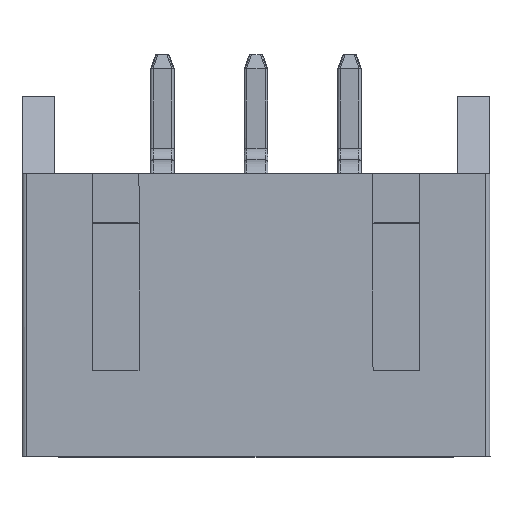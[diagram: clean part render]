
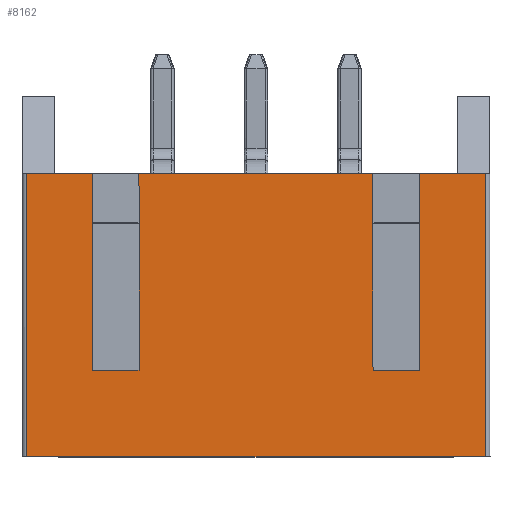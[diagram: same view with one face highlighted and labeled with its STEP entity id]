
A CAD part, top view. The second image highlights one B-rep face of the part: STEP entity #8162.
In plain terms, the highlighted planar face has unit normal (0, 0, 1).
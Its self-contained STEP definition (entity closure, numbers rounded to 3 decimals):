
#181 = CARTESIAN_POINT ( 'NONE',  ( 4.9, -1.65, 5.55 ) ) ;
#434 = VERTEX_POINT ( 'NONE', #9150 ) ;
#943 = EDGE_CURVE ( 'NONE', #17687, #7287, #7773, .T. ) ;
#1013 = CARTESIAN_POINT ( 'NONE',  ( 4.9, -1.65, 5.55 ) ) ;
#1382 = VERTEX_POINT ( 'NONE', #3815 ) ;
#1548 = PLANE ( 'NONE',  #13590 ) ;
#1563 = VERTEX_POINT ( 'NONE', #9593 ) ;
#1655 = CARTESIAN_POINT ( 'NONE',  ( 4.9, 4.4, 5.55 ) ) ;
#1757 = CARTESIAN_POINT ( 'NONE',  ( -3.5, 4.4, 5.55 ) ) ;
#2011 = ORIENTED_EDGE ( 'NONE', *, *, #12380, .T. ) ;
#2104 = CARTESIAN_POINT ( 'NONE',  ( -4.9, -1.65, 5.55 ) ) ;
#2343 = VERTEX_POINT ( 'NONE', #3182 ) ;
#2362 = CARTESIAN_POINT ( 'NONE',  ( 2.5, 4.4, 5.55 ) ) ;
#2586 = CARTESIAN_POINT ( 'NONE',  ( -4.9, -1.65, 5.55 ) ) ;
#2644 = DIRECTION ( 'NONE',  ( 0., 0., 1. ) ) ;
#2721 = ORIENTED_EDGE ( 'NONE', *, *, #4877, .T. ) ;
#2820 = EDGE_CURVE ( 'NONE', #1382, #434, #14590, .T. ) ;
#2836 = CARTESIAN_POINT ( 'NONE',  ( -3.5, 4.4, 5.55 ) ) ;
#3182 = CARTESIAN_POINT ( 'NONE',  ( 4.9, 4.4, 5.55 ) ) ;
#3485 = CARTESIAN_POINT ( 'NONE',  ( 2.5, 0.2, 5.55 ) ) ;
#3736 = B_SPLINE_CURVE_WITH_KNOTS ( 'NONE', 1,
 ( #2836, #8877 ),
 .UNSPECIFIED., .F., .F.,
 ( 2, 2 ),
 ( 0., 1.4 ),
 .UNSPECIFIED. ) ;
#3815 = CARTESIAN_POINT ( 'NONE',  ( 3.5, 0.2, 5.55 ) ) ;
#4781 = EDGE_CURVE ( 'NONE', #11647, #6943, #5552, .T. ) ;
#4877 = EDGE_CURVE ( 'NONE', #1563, #8255, #6008, .T. ) ;
#5152 = CARTESIAN_POINT ( 'NONE',  ( -2.5, 0.2, 5.55 ) ) ;
#5552 = B_SPLINE_CURVE_WITH_KNOTS ( 'NONE', 1,
 ( #2104, #1013 ),
 .UNSPECIFIED., .F., .F.,
 ( 2, 2 ),
 ( -9.8, 0. ),
 .UNSPECIFIED. ) ;
#5577 = VERTEX_POINT ( 'NONE', #7652 ) ;
#6008 = B_SPLINE_CURVE_WITH_KNOTS ( 'NONE', 1,
 ( #2362, #7536 ),
 .UNSPECIFIED., .F., .F.,
 ( 2, 2 ),
 ( 0., 5. ),
 .UNSPECIFIED. ) ;
#6157 = ORIENTED_EDGE ( 'NONE', *, *, #14613, .T. ) ;
#6266 = VERTEX_POINT ( 'NONE', #10039 ) ;
#6807 = EDGE_CURVE ( 'NONE', #434, #1563, #15018, .T. ) ;
#6943 = VERTEX_POINT ( 'NONE', #12554 ) ;
#7210 = B_SPLINE_CURVE_WITH_KNOTS ( 'NONE', 1,
 ( #9233, #14779 ),
 .UNSPECIFIED., .F., .F.,
 ( 2, 2 ),
 ( -4.2, 0. ),
 .UNSPECIFIED. ) ;
#7287 = VERTEX_POINT ( 'NONE', #7950 ) ;
#7536 = CARTESIAN_POINT ( 'NONE',  ( -2.5, 4.4, 5.55 ) ) ;
#7652 = CARTESIAN_POINT ( 'NONE',  ( -2.5, 0.2, 5.55 ) ) ;
#7773 = B_SPLINE_CURVE_WITH_KNOTS ( 'NONE', 1,
 ( #14217, #1757 ),
 .UNSPECIFIED., .F., .F.,
 ( 2, 2 ),
 ( -4.2, 0. ),
 .UNSPECIFIED. ) ;
#7950 = CARTESIAN_POINT ( 'NONE',  ( -3.5, 4.4, 5.55 ) ) ;
#8162 = ADVANCED_FACE ( 'NONE', ( #9822 ), #1548, .T. ) ;
#8213 = CARTESIAN_POINT ( 'NONE',  ( -4.9, 4.4, 5.55 ) ) ;
#8250 = EDGE_LOOP ( 'NONE', ( #15789, #2011, #14701, #14533, #12271, #16928, #2721, #6157, #15508, #17045, #10711, #9747 ) ) ;
#8255 = VERTEX_POINT ( 'NONE', #11483 ) ;
#8877 = CARTESIAN_POINT ( 'NONE',  ( -4.9, 4.4, 5.55 ) ) ;
#9150 = CARTESIAN_POINT ( 'NONE',  ( 2.5, 0.2, 5.55 ) ) ;
#9233 = CARTESIAN_POINT ( 'NONE',  ( 3.5, 4.4, 5.55 ) ) ;
#9593 = CARTESIAN_POINT ( 'NONE',  ( 2.5, 4.4, 5.55 ) ) ;
#9627 = CARTESIAN_POINT ( 'NONE',  ( -3.5, 0.2, 5.55 ) ) ;
#9747 = ORIENTED_EDGE ( 'NONE', *, *, #13410, .T. ) ;
#9822 = FACE_OUTER_BOUND ( 'NONE', #8250, .T. ) ;
#9825 = CARTESIAN_POINT ( 'NONE',  ( 2.5, 0.2, 5.55 ) ) ;
#10039 = CARTESIAN_POINT ( 'NONE',  ( 3.5, 4.4, 5.55 ) ) ;
#10711 = ORIENTED_EDGE ( 'NONE', *, *, #16178, .T. ) ;
#11483 = CARTESIAN_POINT ( 'NONE',  ( -2.5, 4.4, 5.55 ) ) ;
#11647 = VERTEX_POINT ( 'NONE', #16203 ) ;
#11677 = CARTESIAN_POINT ( 'NONE',  ( -2.5, 4.4, 5.55 ) ) ;
#11890 = CARTESIAN_POINT ( 'NONE',  ( 3.5, 0.2, 5.55 ) ) ;
#12271 = ORIENTED_EDGE ( 'NONE', *, *, #2820, .T. ) ;
#12275 = CARTESIAN_POINT ( 'NONE',  ( -3.5, 0.2, 5.55 ) ) ;
#12346 = B_SPLINE_CURVE_WITH_KNOTS ( 'NONE', 1,
 ( #11677, #16127 ),
 .UNSPECIFIED., .F., .F.,
 ( 2, 2 ),
 ( -4.2, 0. ),
 .UNSPECIFIED. ) ;
#12380 = EDGE_CURVE ( 'NONE', #6943, #2343, #16422, .T. ) ;
#12554 = CARTESIAN_POINT ( 'NONE',  ( 4.9, -1.65, 5.55 ) ) ;
#12614 = EDGE_CURVE ( 'NONE', #2343, #6266, #15085, .T. ) ;
#12862 = B_SPLINE_CURVE_WITH_KNOTS ( 'NONE', 1,
 ( #8213, #2586 ),
 .UNSPECIFIED., .F., .F.,
 ( 2, 2 ),
 ( -6.05, 0. ),
 .UNSPECIFIED. ) ;
#13275 = B_SPLINE_CURVE_WITH_KNOTS ( 'NONE', 1,
 ( #5152, #12275 ),
 .UNSPECIFIED., .F., .F.,
 ( 2, 2 ),
 ( -1., 0. ),
 .UNSPECIFIED. ) ;
#13410 = EDGE_CURVE ( 'NONE', #16005, #11647, #12862, .T. ) ;
#13590 = AXIS2_PLACEMENT_3D ( 'NONE', #13752, #2644, #16581 ) ;
#13648 = CARTESIAN_POINT ( 'NONE',  ( 4.9, 4.4, 5.55 ) ) ;
#13752 = CARTESIAN_POINT ( 'NONE',  ( -5.88, -2.255, 5.55 ) ) ;
#14063 = EDGE_CURVE ( 'NONE', #5577, #17687, #13275, .T. ) ;
#14217 = CARTESIAN_POINT ( 'NONE',  ( -3.5, 0.2, 5.55 ) ) ;
#14533 = ORIENTED_EDGE ( 'NONE', *, *, #15816, .T. ) ;
#14590 = B_SPLINE_CURVE_WITH_KNOTS ( 'NONE', 1,
 ( #11890, #3485 ),
 .UNSPECIFIED., .F., .F.,
 ( 2, 2 ),
 ( -1., 0. ),
 .UNSPECIFIED. ) ;
#14613 = EDGE_CURVE ( 'NONE', #8255, #5577, #12346, .T. ) ;
#14701 = ORIENTED_EDGE ( 'NONE', *, *, #12614, .T. ) ;
#14779 = CARTESIAN_POINT ( 'NONE',  ( 3.5, 0.2, 5.55 ) ) ;
#14825 = CARTESIAN_POINT ( 'NONE',  ( 3.5, 4.4, 5.55 ) ) ;
#15018 = B_SPLINE_CURVE_WITH_KNOTS ( 'NONE', 1,
 ( #9825, #16585 ),
 .UNSPECIFIED., .F., .F.,
 ( 2, 2 ),
 ( -4.2, 0. ),
 .UNSPECIFIED. ) ;
#15085 = B_SPLINE_CURVE_WITH_KNOTS ( 'NONE', 1,
 ( #13648, #14825 ),
 .UNSPECIFIED., .F., .F.,
 ( 2, 2 ),
 ( 0., 1.4 ),
 .UNSPECIFIED. ) ;
#15508 = ORIENTED_EDGE ( 'NONE', *, *, #14063, .T. ) ;
#15789 = ORIENTED_EDGE ( 'NONE', *, *, #4781, .T. ) ;
#15816 = EDGE_CURVE ( 'NONE', #6266, #1382, #7210, .T. ) ;
#16005 = VERTEX_POINT ( 'NONE', #17798 ) ;
#16127 = CARTESIAN_POINT ( 'NONE',  ( -2.5, 0.2, 5.55 ) ) ;
#16178 = EDGE_CURVE ( 'NONE', #7287, #16005, #3736, .T. ) ;
#16203 = CARTESIAN_POINT ( 'NONE',  ( -4.9, -1.65, 5.55 ) ) ;
#16422 = B_SPLINE_CURVE_WITH_KNOTS ( 'NONE', 1,
 ( #181, #1655 ),
 .UNSPECIFIED., .F., .F.,
 ( 2, 2 ),
 ( -6.05, 0. ),
 .UNSPECIFIED. ) ;
#16581 = DIRECTION ( 'NONE',  ( 1., 0., 0. ) ) ;
#16585 = CARTESIAN_POINT ( 'NONE',  ( 2.5, 4.4, 5.55 ) ) ;
#16928 = ORIENTED_EDGE ( 'NONE', *, *, #6807, .T. ) ;
#17045 = ORIENTED_EDGE ( 'NONE', *, *, #943, .T. ) ;
#17687 = VERTEX_POINT ( 'NONE', #9627 ) ;
#17798 = CARTESIAN_POINT ( 'NONE',  ( -4.9, 4.4, 5.55 ) ) ;
